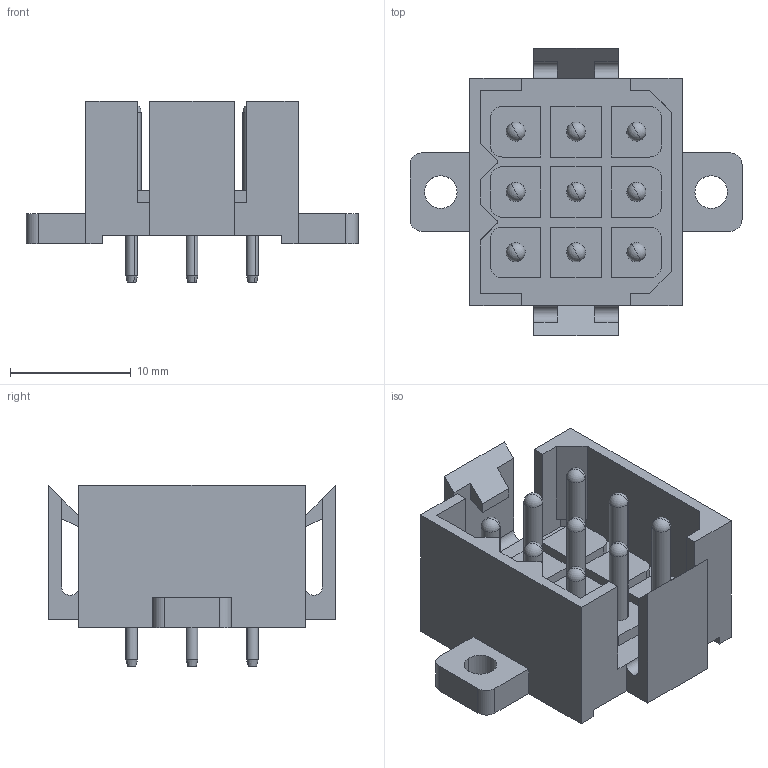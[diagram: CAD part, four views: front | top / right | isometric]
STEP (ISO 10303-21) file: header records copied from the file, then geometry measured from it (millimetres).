
FILE_DESCRIPTION(('CATIA V5 STEP Exchange','CAx-IF Rec.Pracs.--- Model Styling and Organization---1.2---2011-12-15'),'2;1');
FILE_NAME ('D1452028_0_1442800000_1442800000.stp','2018-09-20T17:51:10+00:00',('none'),('Weidmueller'),'CATIA Version 5-6 Release 2014','CATIA V5 STEP AP214','none');
FILE_SCHEMA(('AUTOMOTIVE_DESIGN { 1 0 10303 214 1 1 1 1 }'));
Length unit declared in the file: millimetre
Products named in the file (1): 1442800000
Bounding box: 27.5 x 23.8 x 15 mm (x, y, z)
Volume: 2040.6 mm3; surface area: 3171 mm2
Topology: 10 solids, 10 shells, 239 faces, 590 edges, 371 vertices
Faces by surface type: plane 125, cylinder 78, sphere 18, cone 18
Entity records: 6263 total; most frequent: ORIENTED_EDGE 1144, CARTESIAN_POINT 1075, DIRECTION 834, EDGE_CURVE 572, VECTOR 380, LINE 380, VERTEX_POINT 371, AXIS2_PLACEMENT_3D 324
